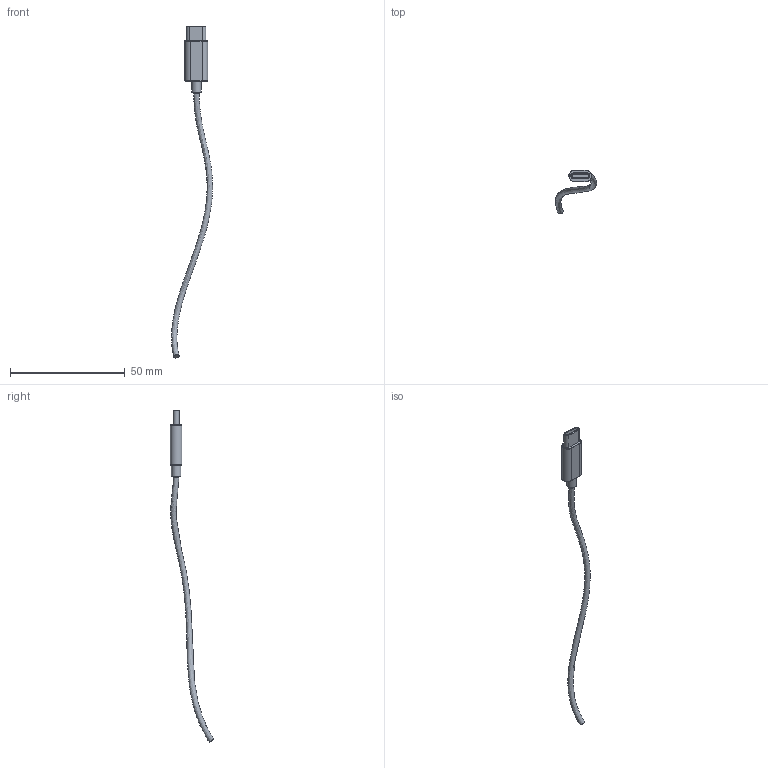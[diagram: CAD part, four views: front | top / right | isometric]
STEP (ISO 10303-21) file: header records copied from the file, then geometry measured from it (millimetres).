
FILE_DESCRIPTION(/* description */ (''),/* implementation_level */ '2;1');
FILE_NAME(/* name */ 'USB-C and wire v1.step',/* time_stamp */ '2023-03-21T14:13:12Z',/* author */ (''),/* organization */ (''),/* preprocessor_version */ 'ST-DEVELOPER v19.2',/* originating_system */ 'Autodesk Translation Framework v11.17.0.187',/* authorisation */ '');
FILE_SCHEMA (('AUTOMOTIVE_DESIGN { 1 0 10303 214 3 1 1 }'));
Length unit declared in the file: millimetre
Products named in the file (1): USB-C and wire
Bounding box: 17.88 x 18.8 x 144.58 mm (x, y, z)
Volume: 1509.7 mm3; surface area: 1808.5 mm2
Topology: 4 solids, 4 shells, 44 faces, 84 edges, 50 vertices
Faces by surface type: cylinder 16, plane 16, torus 10, bspline 2
Full cylindrical faces by diameter (mm): 2.4 x1, 4.085 x1
Entity records: 1407 total; most frequent: CARTESIAN_POINT 406, DIRECTION 216, ORIENTED_EDGE 168, AXIS2_PLACEMENT_3D 91, EDGE_CURVE 84, VERTEX_POINT 50, CIRCLE 48, EDGE_LOOP 46
